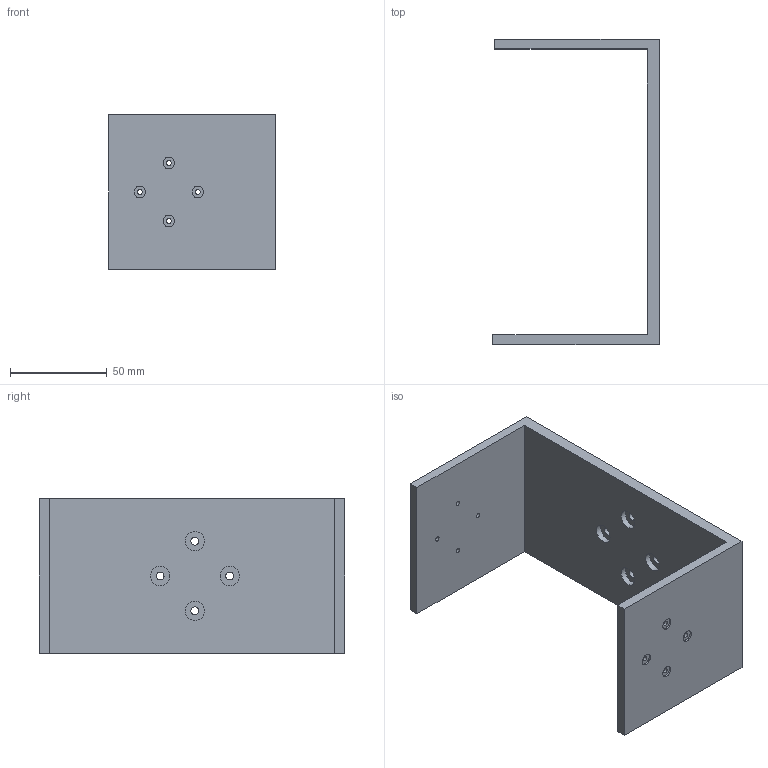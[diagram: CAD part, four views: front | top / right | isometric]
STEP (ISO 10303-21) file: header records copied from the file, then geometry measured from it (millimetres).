
FILE_DESCRIPTION(/* description */ (''),/* implementation_level */ '2;1');
FILE_NAME(/* name */ 'sidebracket.step',/* time_stamp */ '2022-05-04T14:23:25-05:00',/* author */ ('Tapendra'),/* organization */ (''),/* preprocessor_version */ 'ST-DEVELOPER v18.1',/* originating_system */ 'Autodesk Inventor 2022',/* authorisation */ '');
FILE_SCHEMA (('AUTOMOTIVE_DESIGN { 1 0 10303 214 3 1 1 }'));
Length unit declared in the file: centimetre
Products named in the file (1): sidebracket
Bounding box: 86 x 158 x 80 mm (x, y, z)
Volume: 137971.4 mm3; surface area: 55910.8 mm2
Topology: 1 solids, 1 shells, 46 faces, 96 edges, 64 vertices
Faces by surface type: cylinder 24, plane 22
Full cylindrical faces by diameter (mm): 2.459 x8, 4.134 x4, 6 x8, 9.93 x4
Entity records: 1339 total; most frequent: DIRECTION 238, CARTESIAN_POINT 207, ORIENTED_EDGE 192, EDGE_CURVE 96, AXIS2_PLACEMENT_3D 95, EDGE_LOOP 82, VERTEX_POINT 64, LINE 48
